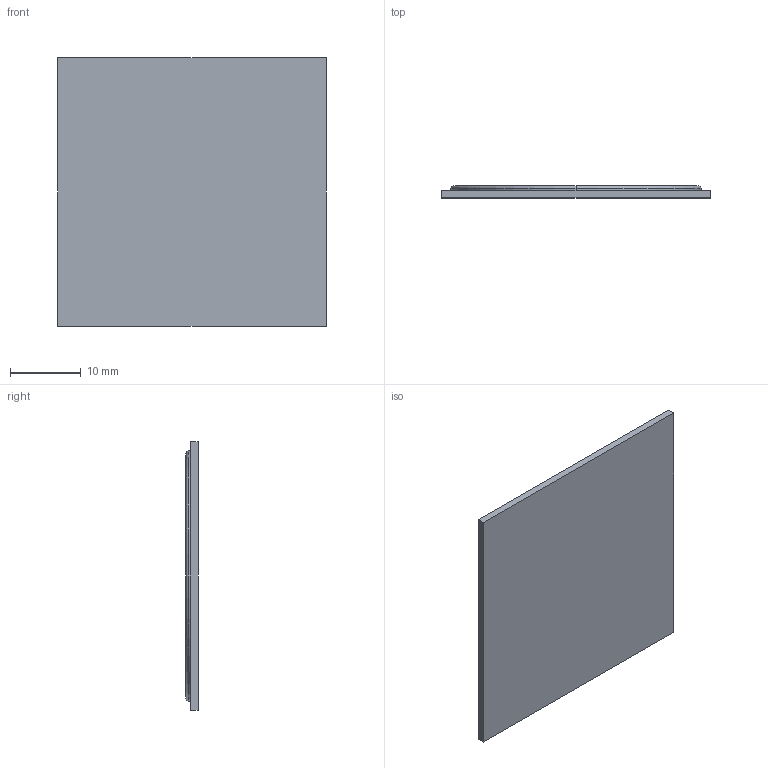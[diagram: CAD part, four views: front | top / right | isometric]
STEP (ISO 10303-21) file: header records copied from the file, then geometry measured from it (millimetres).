
FILE_DESCRIPTION (( 'STEP AP214' ), '1' );
FILE_NAME ('DMS18Q.STEP', '2016-08-11T09:48:06', ( 'Admin' ), ( 'Microsoft' ), 'SwSTEP 2.0', 'SolidWorks 2016', '' );
FILE_SCHEMA (( 'AUTOMOTIVE_DESIGN' ));
Length unit declared in the file: millimetre
Products named in the file (2): DMS18Q
Bounding box: 38 x 1.7 x 38 mm (x, y, z)
Volume: 2085 mm3; surface area: 3099.6 mm2
Topology: 1 solids, 1 shells, 45 faces, 106 edges, 70 vertices
Faces by surface type: plane 37, torus 4, cylinder 4
Entity records: 1826 total; most frequent: CARTESIAN_POINT 223, DIRECTION 218, ORIENTED_EDGE 212, EDGE_CURVE 106, VECTOR 88, LINE 88, VERTEX_POINT 70, AXIS2_PLACEMENT_3D 65
